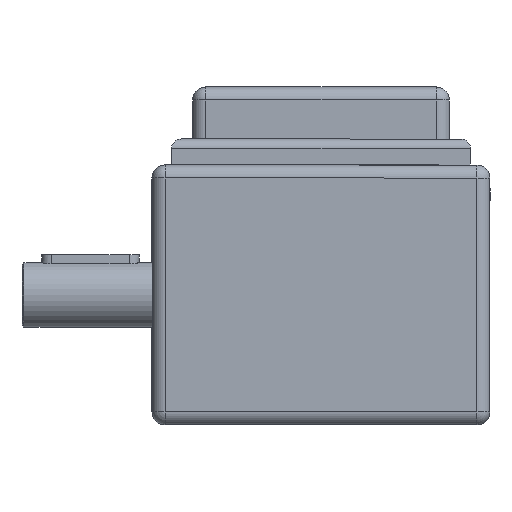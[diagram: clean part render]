
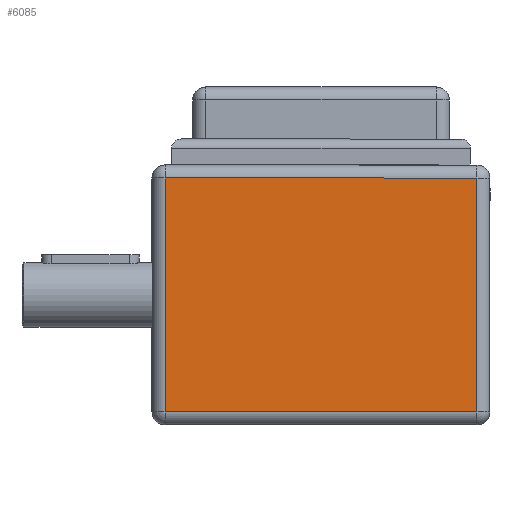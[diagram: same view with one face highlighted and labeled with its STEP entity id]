
A CAD part, front view. The second image highlights one B-rep face of the part: STEP entity #6085.
In plain terms, the highlighted face is planar.
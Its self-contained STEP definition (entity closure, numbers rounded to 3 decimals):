
#5559=CARTESIAN_POINT('',(24.,-18.,-60.));
#5560=VERTEX_POINT('',#5559);
#5592=CARTESIAN_POINT('',(24.,18.,-60.));
#5593=VERTEX_POINT('',#5592);
#5643=CARTESIAN_POINT('',(24.,-18.,-60.));
#5644=DIRECTION('',(0.0,1.0,0.0));
#5645=VECTOR('',#5644,36.);
#5646=LINE('',#5643,#5645);
#5647=EDGE_CURVE('',#5560,#5593,#5646,.T.);
#5923=CARTESIAN_POINT('',(-24.,18.,-60.));
#5924=VERTEX_POINT('',#5923);
#5956=CARTESIAN_POINT('',(-24.,-18.,-60.));
#5957=VERTEX_POINT('',#5956);
#6008=CARTESIAN_POINT('',(-24.,-18.,-60.));
#6009=DIRECTION('',(1.0,0.0,0.0));
#6010=VECTOR('',#6009,48.0);
#6011=LINE('',#6008,#6010);
#6012=EDGE_CURVE('',#5957,#5560,#6011,.T.);
#6024=CARTESIAN_POINT('',(-24.,18.,-60.));
#6025=DIRECTION('',(0.0,-1.0,0.0));
#6026=VECTOR('',#6025,36.);
#6027=LINE('',#6024,#6026);
#6028=EDGE_CURVE('',#5924,#5957,#6027,.T.);
#6045=CARTESIAN_POINT('',(24.,18.,-60.));
#6046=DIRECTION('',(-1.0,0.0,0.0));
#6047=VECTOR('',#6046,48.);
#6048=LINE('',#6045,#6047);
#6049=EDGE_CURVE('',#5593,#5924,#6048,.T.);
#6074=CARTESIAN_POINT('',(0.,0.,-60.));
#6075=DIRECTION('',(0.0,0.0,1.0));
#6076=DIRECTION('',(1.0,0.0,0.0));
#6077=AXIS2_PLACEMENT_3D('',#6074,#6075,#6076);
#6078=PLANE('',#6077);
#6079=ORIENTED_EDGE('',*,*,#6012,.F.);
#6080=ORIENTED_EDGE('',*,*,#6028,.F.);
#6081=ORIENTED_EDGE('',*,*,#6049,.F.);
#6082=ORIENTED_EDGE('',*,*,#5647,.F.);
#6083=EDGE_LOOP('',(#6079,#6080,#6081,#6082));
#6084=FACE_OUTER_BOUND('',#6083,.T.);
#6085=ADVANCED_FACE('',(#6084),#6078,.F.);
